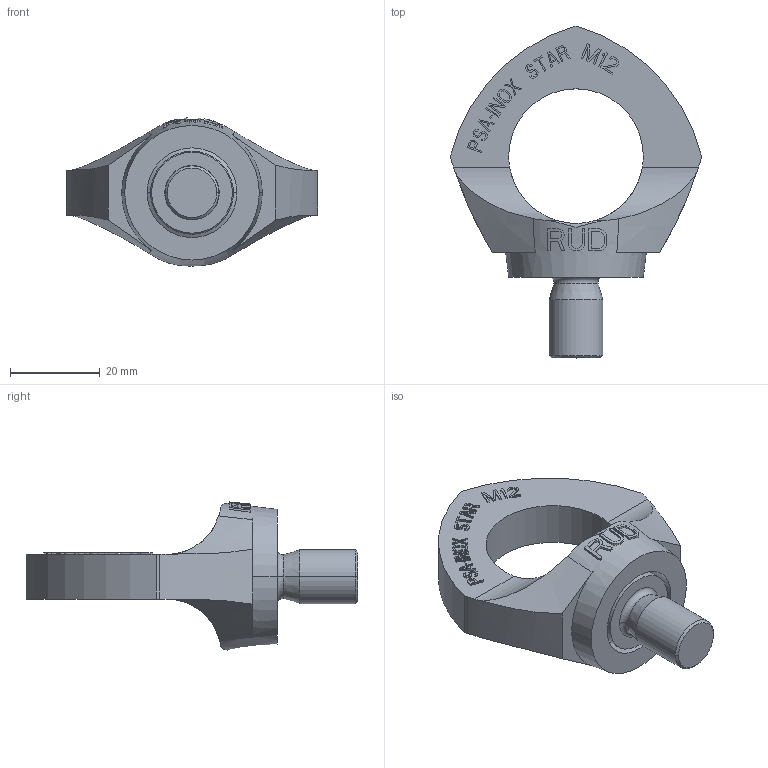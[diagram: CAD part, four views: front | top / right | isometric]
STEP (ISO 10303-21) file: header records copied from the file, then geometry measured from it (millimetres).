
FILE_DESCRIPTION((''),'2;1');
FILE_NAME('001-M33132-P-3_ASM','2009-03-24T',('jakubetz'),('RAND'),'PRO/ENGINEER BY PARAMETRIC TECHNOLOGY CORPORATION, 2005030','PRO/ENGINEER BY PARAMETRIC TECHNOLOGY CORPORATION, 2005030','');
FILE_SCHEMA(('CONFIG_CONTROL_DESIGN'));
Length unit declared in the file: millimetre
Products named in the file (3): 001-M33132-P-2; 001-M31026-P-1; 001-M33132-P-3_ASM
Assembly tree (2 placements, depth 2):
  001-M33132-P-3_ASM
    001-M33132-P-2
    001-M31026-P-1
Bounding box: 56 x 74 x 33.03 mm (x, y, z)
Volume: 24337.7 mm3; surface area: 9889.4 mm2
Topology: 2 solids, 2 shells, 472 faces, 1313 edges, 870 vertices
Faces by surface type: plane 423, cylinder 24, cone 12, bspline 7, torus 6
Entity records: 15635 total; most frequent: CARTESIAN_POINT 3708, ORIENTED_EDGE 2626, DIRECTION 2160, EDGE_CURVE 1313, VECTOR 1068, LINE 1068, VERTEX_POINT 870, AXIS2_PLACEMENT_3D 546
